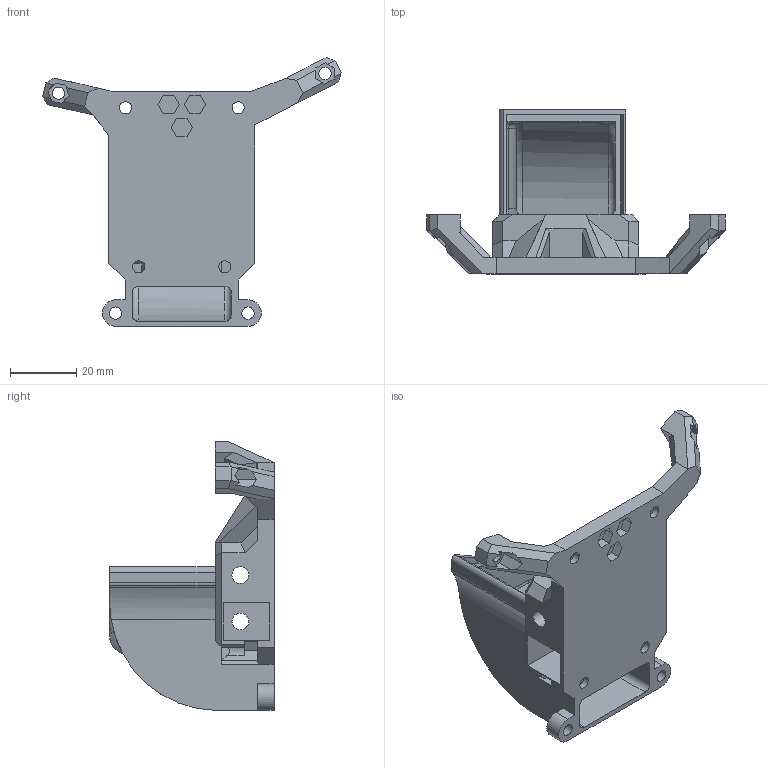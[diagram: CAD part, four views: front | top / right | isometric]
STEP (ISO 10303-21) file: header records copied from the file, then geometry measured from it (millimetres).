
FILE_DESCRIPTION(/* description */ (''),/* implementation_level */ '2;1');
FILE_NAME(/* name */ '7530_part_fan_remix.step',/* time_stamp */ '2022-01-06T08:42:47-06:00',/* author */ (''),/* organization */ (''),/* preprocessor_version */ 'ST-DEVELOPER v18.1',/* originating_system */ 'Autodesk Translation Framework v10.10.0.1391',/* authorisation */ '');
FILE_SCHEMA (('AUTOMOTIVE_DESIGN { 1 0 10303 214 3 1 1 }'));
Length unit declared in the file: millimetre
Products named in the file (2): 7530_back_corexy; 7530 v3
Assembly tree (1 placements, depth 2):
  7530_back_corexy
    7530 v3
Bounding box: 90.22 x 49.61 x 81.16 mm (x, y, z)
Volume: 32141.1 mm3; surface area: 23793.7 mm2
Topology: 1 solids, 2 shells, 377 faces, 1024 edges, 665 vertices
Faces by surface type: plane 270, bspline 62, cylinder 38, torus 6, sphere 1
Full cylindrical faces by diameter (mm): 3.7 x11, 5.1 x2
Entity records: 12393 total; most frequent: CARTESIAN_POINT 3167, ORIENTED_EDGE 2038, DIRECTION 1632, EDGE_CURVE 1019, LINE 774, VECTOR 774, VERTEX_POINT 665, AXIS2_PLACEMENT_3D 429
